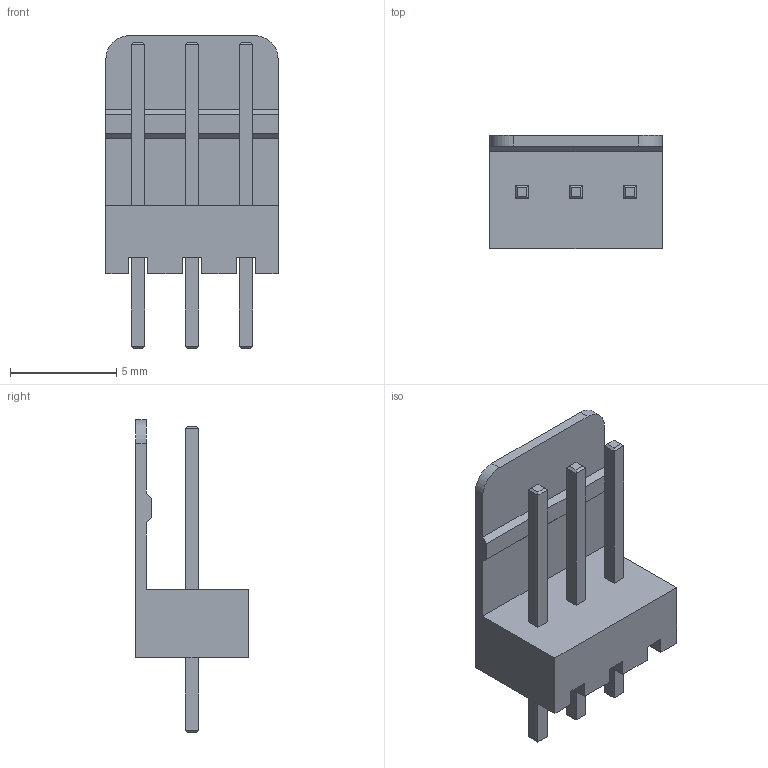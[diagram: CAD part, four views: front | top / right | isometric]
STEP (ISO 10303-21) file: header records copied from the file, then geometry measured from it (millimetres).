
FILE_DESCRIPTION(/* description */ ('Alibre Inc.'),/* implementation_level */ '2;1');
FILE_NAME(/* name */ 'export0',/* time_stamp */ '2012-11-13T23:07:00+02:00',/* author */ (''),/* organization */ (''),/* preprocessor_version */ 'ST-DEVELOPER v14',/* originating_system */ 'Alibre',/* authorisation */ '');
FILE_SCHEMA (('AUTOMOTIVE_DESIGN'));
Length unit declared in the file: centimetre
Bounding box: 8.1 x 5.3 x 14.7 mm (x, y, z)
Volume: 175.6 mm3; surface area: 420.9 mm2
Topology: 1 solids, 1 shells, 80 faces, 192 edges, 120 vertices
Faces by surface type: plane 78, cylinder 2
Entity records: 2147 total; most frequent: ORIENTED_EDGE 384, CARTESIAN_POINT 359, DIRECTION 245, EDGE_CURVE 192, VECTOR 170, LINE 170, VERTEX_POINT 120, EDGE_LOOP 86
